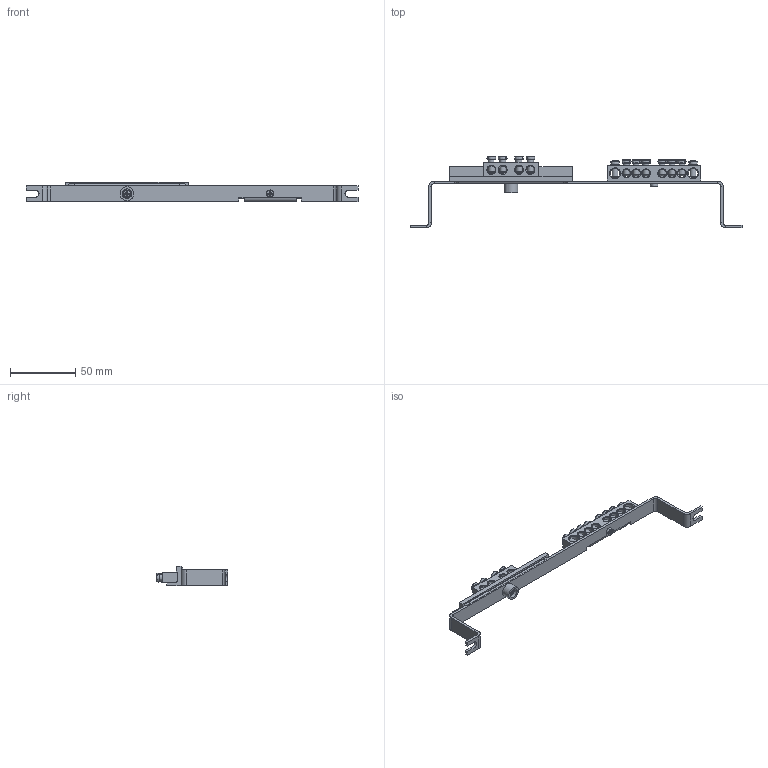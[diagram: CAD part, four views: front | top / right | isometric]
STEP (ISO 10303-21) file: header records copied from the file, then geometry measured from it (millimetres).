
FILE_DESCRIPTION(/* description */ (''),/* implementation_level */ '2;1');
FILE_NAME(/* name */ 'Шина N+PE 8х12-4_8 на скобе.stp',/* time_stamp */ '2021-04-12T22:15:41+03:00',/* author */ ('Admin'),/* organization */ (''),/* preprocessor_version */ 'ST-DEVELOPER v15.6',/* originating_system */ 'Autodesk Inventor 2015',/* authorisation */ '');
FILE_SCHEMA (('CONFIG_CONTROL_DESIGN','AUTOMOTIVE_DESIGN { 1 0 10303 214 3 1 1 }'));
Length unit declared in the file: millimetre
Products named in the file (10): 8х12-4_1; Винт M5x10; 8х12-8_1; Винт M4x10; Изолятор \X2\043F043B0430
; Изолятор \X2\044804300439
; Скоба; Шина N+PE на \X2\0441

Assembly tree (21 placements, depth 3):
  Шина N+PE на \X2\0441

    8х12-4_1
      8х12-4_1
      Винт M5x10  x4
    8х12-8_1
      8х12-8_1
      Винт M5x10  x8
    Винт M4x10  x2
    Изолятор \X2\043F043B0430

    Изолятор \X2\044804300439

    Скоба
Bounding box: 255 x 55.25 x 14.6 mm (x, y, z)
Volume: 24502.5 mm3; surface area: 25524.8 mm2
Topology: 19 solids, 19 shells, 500 faces, 1284 edges, 839 vertices
Faces by surface type: plane 288, cone 66, cylinder 60, torus 44, sphere 28, bspline 14
Full cylindrical faces by diameter (mm): 3.242 x2, 3.9 x2, 4.134 x12, 4.3 x1, 4.8 x12, 5 x1, 6 x10, 6.35 x1, 6.8 x1, 7.2 x1, 7.4 x1, 7.5 x2, 10.6 x1
Entity records: 6485 total; most frequent: CARTESIAN_POINT 1553, DIRECTION 1010, ORIENTED_EDGE 832, EDGE_CURVE 416, AXIS2_PLACEMENT_3D 399, EDGE_LOOP 328, VERTEX_POINT 298, LINE 212
